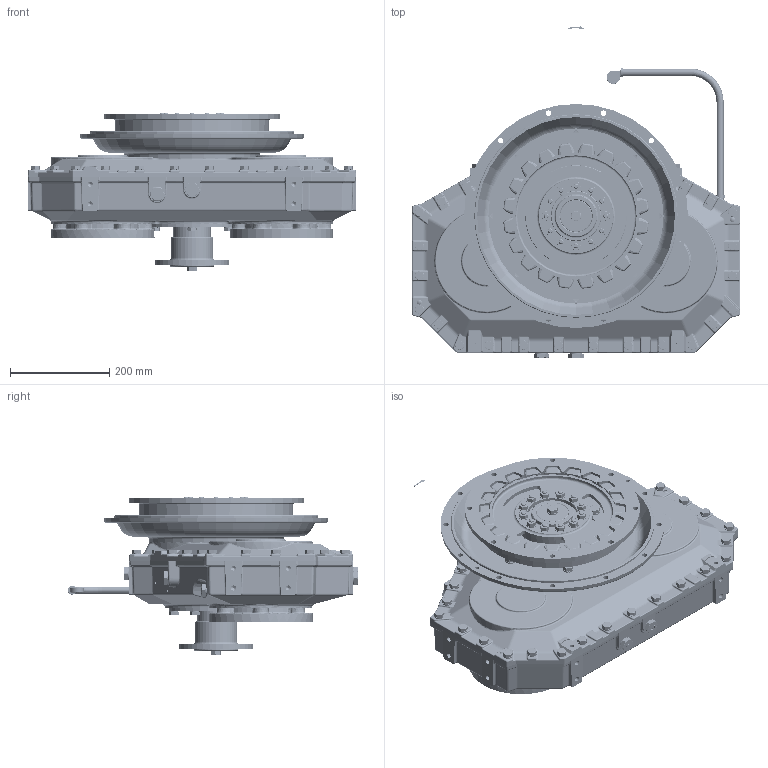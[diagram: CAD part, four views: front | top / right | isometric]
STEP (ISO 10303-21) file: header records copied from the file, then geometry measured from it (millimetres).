
FILE_DESCRIPTION (( 'STEP AP214' ), '1' );
FILE_NAME ('1029017K.STEP', '2017-05-11T08:04:11', ( 'utente' ), ( 'Hewlett-Packard Company' ), 'SwSTEP 2.0', 'SolidWorks 2015', '' );
FILE_SCHEMA (( 'AUTOMOTIVE_DESIGN' ));
Length unit declared in the file: millimetre
Products named in the file (12): ITam230-018_rev00-installation; IT1042052_rev00-installation; IT1042006_rev00-installation; IT2021216_rev03-installation; ITB00510000_rev01-installation; 1029017K; IT2062146_rev00-installation; IT1054022_rev00-installation; IT4588040_rev00-installation; IT1042466_rev00-installation; IT1071030B_rev03-installation; IT1054014_rev00-installation
Assembly tree (12 placements, depth 2):
  1029017K
    ITB00510000_rev01-installation
    IT2021216_rev03-installation  x2
    IT1042006_rev00-installation
    IT1042052_rev00-installation
    ITam230-018_rev00-installation
    IT1054014_rev00-installation
    IT1071030B_rev03-installation
    IT1042466_rev00-installation
    IT4588040_rev00-installation
    IT1054022_rev00-installation
    IT2062146_rev00-installation
Bounding box: 660 x 668.04 x 318.2 mm (x, y, z)
Volume: 7288256.8 mm3; surface area: 3326318.1 mm2
Topology: 41 solids, 180 shells, 8810 faces, 21972 edges, 13877 vertices
Faces by surface type: plane 3384, cylinder 2614, bspline 1511, torus 678, cone 541, sphere 82
Full cylindrical faces by diameter (mm): 2 x2, 4 x4, 6 x3, 7.5 x2, 8 x9, 8.5 x42, 10 x154, 10.2 x28, 10.5 x68, 11 x24, 12 x80, 13 x10, 14 x16, 14.5 x2, 16 x12, 16.2 x48, 17 x12, 18 x9, 18.5 x4, 18.631 x3, 20 x8, 20.7 x3, 21 x15, 25.946 x3, 26 x4, 26.6 x4, 27 x3, 27.65 x2, 30 x2, 30.5 x1
Entity records: 427437 total; most frequent: CARTESIAN_POINT 149559, ORIENTED_EDGE 38876, DIRECTION 34096, EDGE_CURVE 19439, VERTEX_POINT 12854, AXIS2_PLACEMENT_3D 12822, EDGE_LOOP 10517, FACE_OUTER_BOUND 9346
